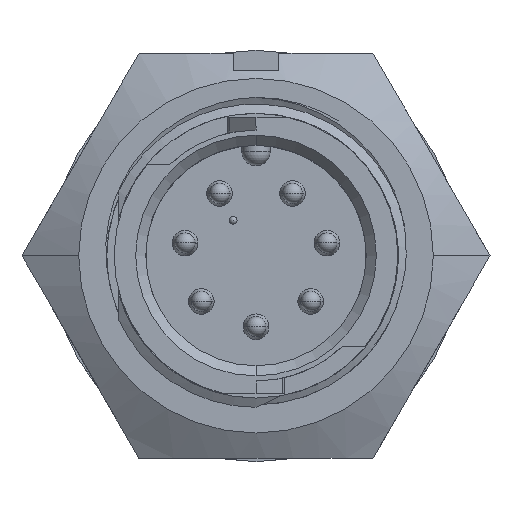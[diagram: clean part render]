
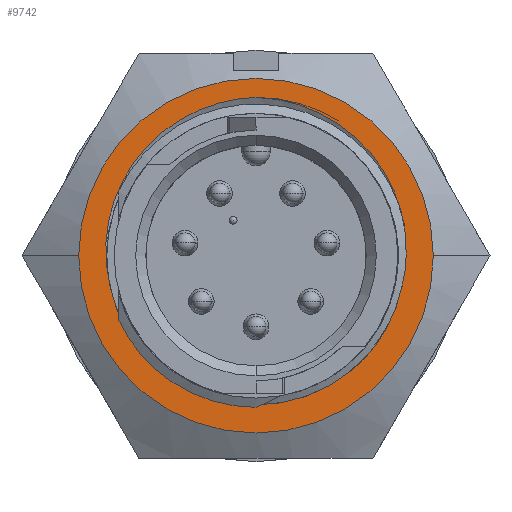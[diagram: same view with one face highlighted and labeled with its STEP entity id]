
A CAD part, top view. The second image highlights one B-rep face of the part: STEP entity #9742.
In plain terms, the highlighted planar face has unit normal (0, 0, 1).
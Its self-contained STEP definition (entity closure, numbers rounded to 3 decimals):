
#155 = CARTESIAN_POINT ( 'NONE',  ( -6.251, 4.521, -5.307 ) ) ;
#275 = CARTESIAN_POINT ( 'NONE',  ( -8.89, 0., -5.307 ) ) ;
#332 = CARTESIAN_POINT ( 'NONE',  ( -0.572, 7.92, -5.307 ) ) ;
#433 = EDGE_CURVE ( 'NONE', #2968, #1868, #1570, .T. ) ;
#472 = CARTESIAN_POINT ( 'NONE',  ( 7.532, -0.351, -5.307 ) ) ;
#503 = CARTESIAN_POINT ( 'NONE',  ( 7.334, -1.47, -5.307 ) ) ;
#533 = CARTESIAN_POINT ( 'NONE',  ( 1.417, 7.769, -5.307 ) ) ;
#592 = CARTESIAN_POINT ( 'NONE',  ( 6.557, 4.028, -5.307 ) ) ;
#666 = ORIENTED_EDGE ( 'NONE', *, *, #1899, .F. ) ;
#699 = AXIS2_PLACEMENT_3D ( 'NONE', #2966, #1148, #10665 ) ;
#776 = CARTESIAN_POINT ( 'NONE',  ( -7.45, -0.91, -5.307 ) ) ;
#898 = DIRECTION ( 'NONE',  ( 0., 0., -1. ) ) ;
#957 = PLANE ( 'NONE',  #4794 ) ;
#1143 = CARTESIAN_POINT ( 'NONE',  ( -7.04, 3.009, -5.307 ) ) ;
#1148 = DIRECTION ( 'NONE',  ( 0., 0., 1. ) ) ;
#1158 = ORIENTED_EDGE ( 'NONE', *, *, #433, .F. ) ;
#1161 = CARTESIAN_POINT ( 'NONE',  ( 0., 7.938, -5.307 ) ) ;
#1209 = CARTESIAN_POINT ( 'NONE',  ( -1.142, 7.839, -5.307 ) ) ;
#1534 = CARTESIAN_POINT ( 'NONE',  ( 2.242, 7.558, -5.307 ) ) ;
#1570 = CIRCLE ( 'NONE', #7591, 8.89 ) ;
#1599 = CARTESIAN_POINT ( 'NONE',  ( 0.57, 7.904, -5.307 ) ) ;
#1868 = VERTEX_POINT ( 'NONE', #275 ) ;
#1897 = VERTEX_POINT ( 'NONE', #6916 ) ;
#1899 = EDGE_CURVE ( 'NONE', #1897, #9147, #8549, .T. ) ;
#2081 = CARTESIAN_POINT ( 'NONE',  ( 0., 7.938, -5.307 ) ) ;
#2109 = ORIENTED_EDGE ( 'NONE', *, *, #9726, .T. ) ;
#2438 = CARTESIAN_POINT ( 'NONE',  ( -4.27, 6.536, -5.307 ) ) ;
#2785 = CARTESIAN_POINT ( 'NONE',  ( -5.866, -10.16, -5.307 ) ) ;
#2966 = CARTESIAN_POINT ( 'NONE',  ( 0., 0., -5.307 ) ) ;
#2968 = VERTEX_POINT ( 'NONE', #9343 ) ;
#3897 = CARTESIAN_POINT ( 'NONE',  ( -7.334, -1.47, -5.307 ) ) ;
#3980 = EDGE_CURVE ( 'NONE', #1868, #2968, #9339, .T. ) ;
#4071 = CARTESIAN_POINT ( 'NONE',  ( -3.795, 6.844, -5.307 ) ) ;
#4135 = CARTESIAN_POINT ( 'NONE',  ( -6.555, 4.03, -5.307 ) ) ;
#4345 = CARTESIAN_POINT ( 'NONE',  ( 6.255, 4.516, -5.307 ) ) ;
#4373 = DIRECTION ( 'NONE',  ( 0., 0., -1. ) ) ;
#4472 = CARTESIAN_POINT ( 'NONE',  ( 5.145, 5.822, -5.307 ) ) ;
#4714 = DIRECTION ( 'NONE',  ( -1., 0., 0. ) ) ;
#4794 = AXIS2_PLACEMENT_3D ( 'NONE', #2785, #898, #4714 ) ;
#4897 = CARTESIAN_POINT ( 'NONE',  ( -7.475, 1.358, -5.307 ) ) ;
#5347 = CARTESIAN_POINT ( 'NONE',  ( 2.774, 7.36, -5.307 ) ) ;
#5478 = CARTESIAN_POINT ( 'NONE',  ( 7.537, 0.781, -5.307 ) ) ;
#5696 = ORIENTED_EDGE ( 'NONE', *, *, #9914, .T. ) ;
#5849 = CARTESIAN_POINT ( 'NONE',  ( -5.156, 5.813, -5.307 ) ) ;
#5910 = EDGE_LOOP ( 'NONE', ( #11513, #1158 ) ) ;
#5912 = CARTESIAN_POINT ( 'NONE',  ( -5.552, 5.41, -5.307 ) ) ;
#6730 = FACE_BOUND ( 'NONE', #8452, .T. ) ;
#6789 = CARTESIAN_POINT ( 'NONE',  ( -7.536, 0.794, -5.307 ) ) ;
#6916 = CARTESIAN_POINT ( 'NONE',  ( -7.334, -1.47, -5.307 ) ) ;
#6978 = B_SPLINE_CURVE_WITH_KNOTS ( 'NONE', 3,
 ( #3897, #9410, #776, #12300, #10424, #6789, #4897, #10661, #1143, #4135, #155, #5912, #5849, #2438, #4071, #11773, #8955, #1209, #332, #2081 ),
 .UNSPECIFIED., .F., .F.,
 ( 4, 2, 2, 2, 2, 2, 2, 2, 2, 4 ),
 ( 0., 0.001, 0.002, 0.003, 0.005, 0.007, 0.009, 0.01, 0.012, 0.014 ),
 .UNSPECIFIED. ) ;
#7313 = CARTESIAN_POINT ( 'NONE',  ( 7.475, 1.355, -5.307 ) ) ;
#7375 = CARTESIAN_POINT ( 'NONE',  ( 5.55, 5.413, -5.307 ) ) ;
#7388 = DIRECTION ( 'NONE',  ( 0., 0., -1. ) ) ;
#7591 = AXIS2_PLACEMENT_3D ( 'NONE', #12055, #7388, #11177 ) ;
#8381 = B_SPLINE_CURVE_WITH_KNOTS ( 'NONE', 3,
 ( #10231, #10173, #1599, #12042, #533, #1534, #5347, #9096, #9226, #4472, #7375, #4345, #592, #11164, #12107, #7313, #5478, #472, #9476, #11415 ),
 .UNSPECIFIED., .F., .F.,
 ( 4, 2, 2, 2, 2, 2, 2, 2, 2, 4 ),
 ( 0., 0.001, 0.002, 0.003, 0.005, 0.007, 0.009, 0.01, 0.012, 0.014 ),
 .UNSPECIFIED. ) ;
#8452 = EDGE_LOOP ( 'NONE', ( #5696, #2109, #666 ) ) ;
#8549 = CIRCLE ( 'NONE', #699, 7.48 ) ;
#8653 = FACE_OUTER_BOUND ( 'NONE', #5910, .T. ) ;
#8955 = CARTESIAN_POINT ( 'NONE',  ( -2.248, 7.557, -5.307 ) ) ;
#9096 = CARTESIAN_POINT ( 'NONE',  ( 3.795, 6.845, -5.307 ) ) ;
#9137 = AXIS2_PLACEMENT_3D ( 'NONE', #10258, #4373, #12070 ) ;
#9147 = VERTEX_POINT ( 'NONE', #503 ) ;
#9226 = CARTESIAN_POINT ( 'NONE',  ( 4.269, 6.536, -5.307 ) ) ;
#9339 = CIRCLE ( 'NONE', #9137, 8.89 ) ;
#9343 = CARTESIAN_POINT ( 'NONE',  ( 8.89, 0., -5.307 ) ) ;
#9410 = CARTESIAN_POINT ( 'NONE',  ( -7.4, -1.192, -5.307 ) ) ;
#9476 = CARTESIAN_POINT ( 'NONE',  ( 7.466, -0.913, -5.307 ) ) ;
#9726 = EDGE_CURVE ( 'NONE', #12328, #9147, #8381, .T. ) ;
#9742 = ADVANCED_FACE ( 'NONE', ( #6730, #8653 ), #957, .F. ) ;
#9914 = EDGE_CURVE ( 'NONE', #1897, #12328, #6978, .T. ) ;
#10173 = CARTESIAN_POINT ( 'NONE',  ( 0.286, 7.929, -5.307 ) ) ;
#10231 = CARTESIAN_POINT ( 'NONE',  ( 0., 7.938, -5.307 ) ) ;
#10258 = CARTESIAN_POINT ( 'NONE',  ( 0., 0., -5.307 ) ) ;
#10424 = CARTESIAN_POINT ( 'NONE',  ( -7.534, -0.057, -5.307 ) ) ;
#10661 = CARTESIAN_POINT ( 'NONE',  ( -7.225, 2.475, -5.307 ) ) ;
#10665 = DIRECTION ( 'NONE',  ( 1., 0., 0. ) ) ;
#11164 = CARTESIAN_POINT ( 'NONE',  ( 7.047, 2.994, -5.307 ) ) ;
#11177 = DIRECTION ( 'NONE',  ( -1., 0., 0. ) ) ;
#11415 = CARTESIAN_POINT ( 'NONE',  ( 7.334, -1.47, -5.307 ) ) ;
#11513 = ORIENTED_EDGE ( 'NONE', *, *, #3980, .F. ) ;
#11773 = CARTESIAN_POINT ( 'NONE',  ( -2.787, 7.354, -5.307 ) ) ;
#12042 = CARTESIAN_POINT ( 'NONE',  ( 1.136, 7.824, -5.307 ) ) ;
#12055 = CARTESIAN_POINT ( 'NONE',  ( 0., 0., -5.307 ) ) ;
#12070 = DIRECTION ( 'NONE',  ( -1., 0., 0. ) ) ;
#12107 = CARTESIAN_POINT ( 'NONE',  ( 7.23, 2.457, -5.307 ) ) ;
#12300 = CARTESIAN_POINT ( 'NONE',  ( -7.517, -0.343, -5.307 ) ) ;
#12328 = VERTEX_POINT ( 'NONE', #1161 ) ;
